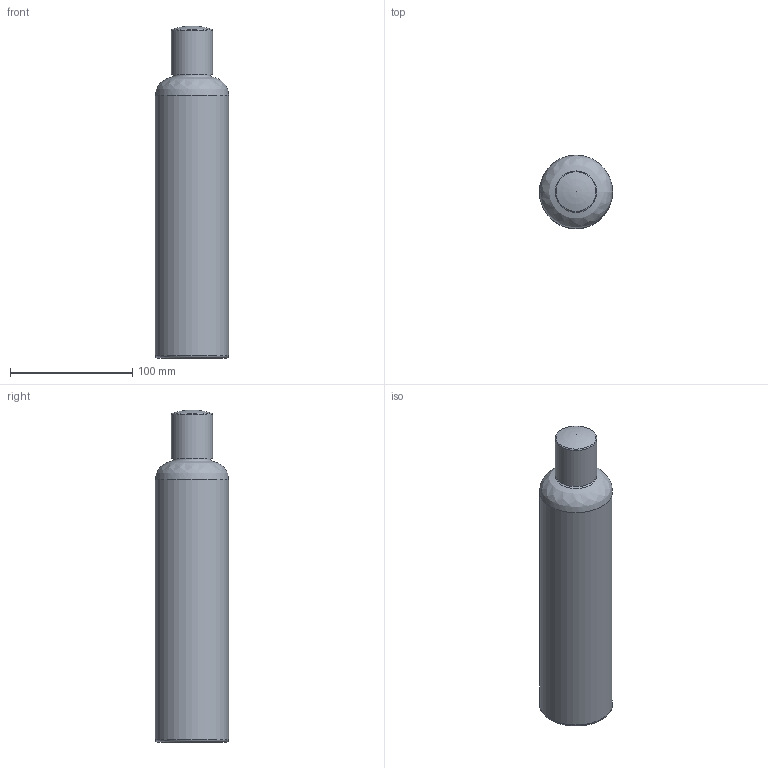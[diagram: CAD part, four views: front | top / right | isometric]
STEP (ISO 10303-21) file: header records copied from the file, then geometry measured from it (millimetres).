
FILE_DESCRIPTION( ('This file contains a STEP AP42 implementation' ,'as created by ZW3D STEP Interface translator.' ,'') ,'2;1' );
FILE_NAME( 'Bottle.stp' ,'26 2 6.103726', (''), ('ZWCAD Software Co.'), 'Version 1.0', 'ZW3D to STEP translator', '' );
FILE_SCHEMA(('AUTOMOTIVE_DESIGN { 1 0 10303 214 1 1 1 1 }'));
Length unit declared in the file: millimetre
Products named in the file (4): 0; Bottle; Container; Cap
Assembly tree (2 placements, depth 2):
  0
  Bottle
    Container
    Cap
Bounding box: 60 x 60 x 271.88 mm (x, y, z)
Volume: 105215.9 mm3; surface area: 105626.1 mm2
Topology: 2 solids, 2 shells, 22 faces, 42 edges, 24 vertices
Faces by surface type: cylinder 6, torus 5, plane 4, cone 4, bspline 3
Full cylindrical faces by diameter (mm): 26 x1, 30 x2, 34 x1, 56 x1, 60 x1
Entity records: 844 total; most frequent: CARTESIAN_POINT 306, DIRECTION 112, ORIENTED_EDGE 76, AXIS2_PLACEMENT_3D 51, EDGE_CURVE 38, EDGE_LOOP 26, CIRCLE 25, VERTEX_POINT 24
